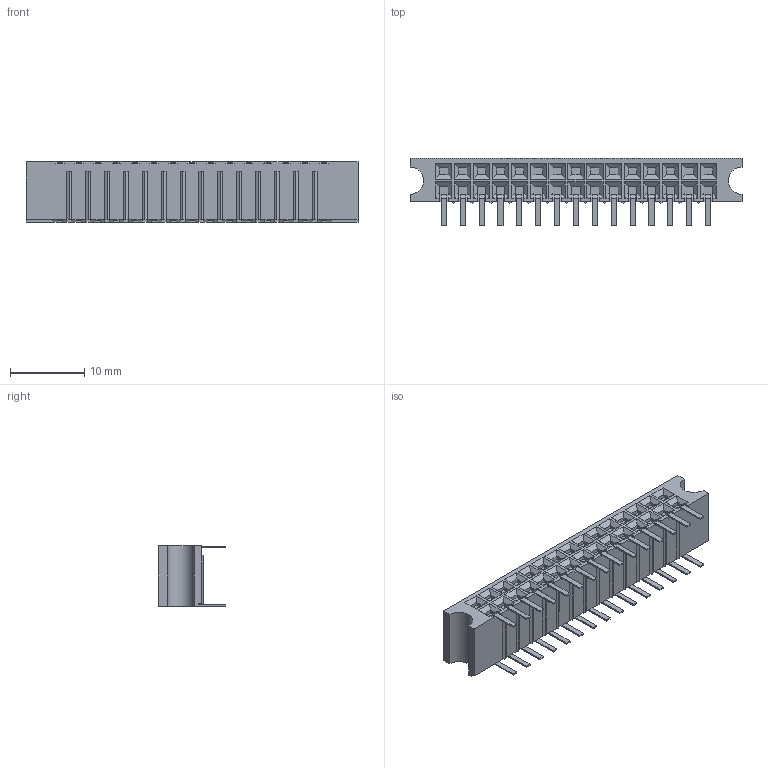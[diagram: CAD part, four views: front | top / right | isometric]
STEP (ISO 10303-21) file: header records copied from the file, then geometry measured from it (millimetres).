
FILE_DESCRIPTION((''),'2;1');
FILE_NAME('C-5-534204-4','2008-04-12T',('workeradm'),('Tyco Electronics Corporation'),'PRO/ENGINEER BY PARAMETRIC TECHNOLOGY CORPORATION, 2005450','PRO/ENGINEER BY PARAMETRIC TECHNOLOGY CORPORATION, 2005450','');
FILE_SCHEMA(('CONFIG_CONTROL_DESIGN', 'GEOMETRIC_VALIDATION_PROPERTIES_MIM'));
Length unit declared in the file: millimetre
Products named in the file (1): C-5-534204-4
Bounding box: 44.65 x 9.09 x 8.13 mm (x, y, z)
Volume: 1895.5 mm3; surface area: 1917.3 mm2
Topology: 1 solids, 1 shells, 879 faces, 2406 edges, 1544 vertices
Faces by surface type: plane 877, cylinder 2
Entity records: 27133 total; most frequent: CARTESIAN_POINT 4830, ORIENTED_EDGE 4812, DIRECTION 4168, EDGE_CURVE 2406, VECTOR 2402, LINE 2402, VERTEX_POINT 1544, EDGE_LOOP 894
